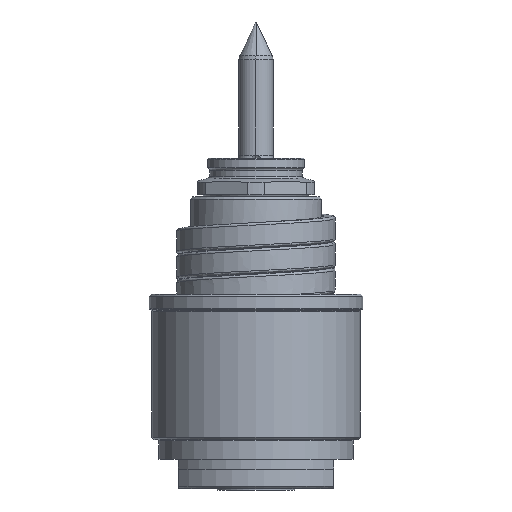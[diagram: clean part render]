
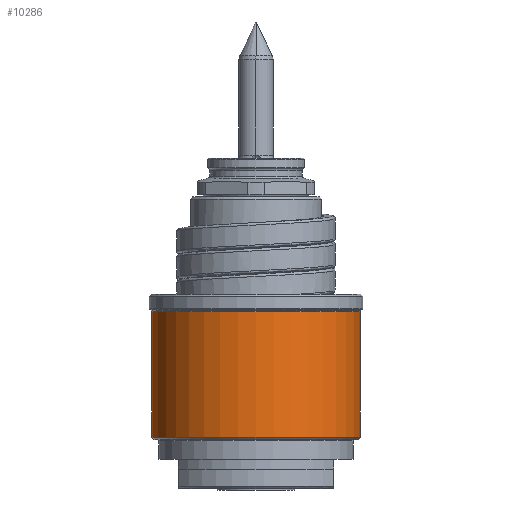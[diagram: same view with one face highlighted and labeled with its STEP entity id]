
A CAD part, front view. The second image highlights one B-rep face of the part: STEP entity #10286.
In plain terms, the highlighted cylindrical face has radius 21.5 mm (diameter 43 mm), a partial arc.
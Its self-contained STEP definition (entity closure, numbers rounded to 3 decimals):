
#3149=CARTESIAN_POINT('',(0.,0.,10.583));
#3150=DIRECTION('',(0.,0.,1.));
#3151=DIRECTION('',(-1.,0.,0.));
#3152=AXIS2_PLACEMENT_3D('',#3149,#3150,#3151);
#3154=DIRECTION('',(0.,0.,-1.));
#3155=VECTOR('',#3154,25.834);
#3156=CARTESIAN_POINT('',(-21.5,0.,36.417));
#3157=LINE('',#3156,#3155);
#3158=CARTESIAN_POINT('',(0.,0.,36.417));
#3159=DIRECTION('',(0.,0.,1.));
#3160=DIRECTION('',(-1.,0.,0.));
#3161=AXIS2_PLACEMENT_3D('',#3158,#3159,#3160);
#3163=DIRECTION('',(0.,0.,-1.));
#3164=VECTOR('',#3163,25.834);
#3165=CARTESIAN_POINT('',(21.5,0.,36.417));
#3166=LINE('',#3165,#3164);
#5747=CARTESIAN_POINT('',(21.5,0.,36.417));
#5748=CARTESIAN_POINT('',(-21.5,0.,36.417));
#5749=VERTEX_POINT('',#5747);
#5750=VERTEX_POINT('',#5748);
#5773=CARTESIAN_POINT('',(21.5,0.,10.583));
#5774=VERTEX_POINT('',#5773);
#5775=CARTESIAN_POINT('',(-21.5,0.,10.583));
#5776=VERTEX_POINT('',#5775);
#10274=CARTESIAN_POINT('',(0.,0.,8.5));
#10275=DIRECTION('',(0.,0.,1.));
#10276=DIRECTION('',(-1.,0.,0.));
#10277=AXIS2_PLACEMENT_3D('',#10274,#10275,#10276);
#10278=CYLINDRICAL_SURFACE('',#10277,21.5);
#10279=ORIENTED_EDGE('',*,*,#8301,.F.);
#10280=ORIENTED_EDGE('',*,*,#8282,.F.);
#10282=ORIENTED_EDGE('',*,*,#10281,.T.);
#10283=ORIENTED_EDGE('',*,*,#8278,.T.);
#10284=EDGE_LOOP('',(#10279,#10280,#10282,#10283));
#10285=FACE_OUTER_BOUND('',#10284,.F.);
#3153=CIRCLE('',#3152,21.5);
#3162=CIRCLE('',#3161,21.5);
#8278=EDGE_CURVE('',#5749,#5774,#3166,.T.);
#8282=EDGE_CURVE('',#5750,#5776,#3157,.T.);
#8301=EDGE_CURVE('',#5776,#5774,#3153,.T.);
#10281=EDGE_CURVE('',#5750,#5749,#3162,.T.);
#10286=ADVANCED_FACE('',(#10285),#10278,.T.);
